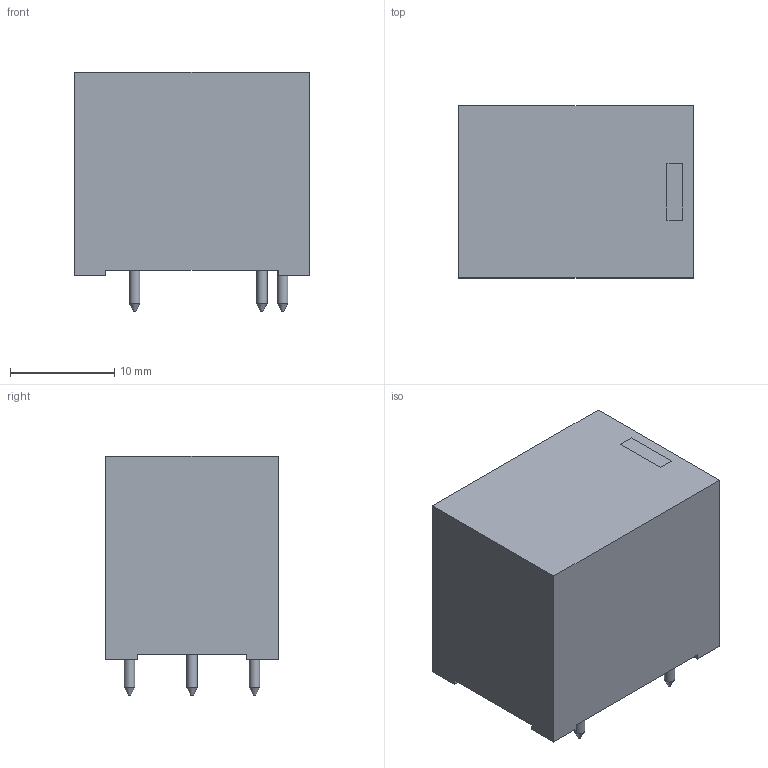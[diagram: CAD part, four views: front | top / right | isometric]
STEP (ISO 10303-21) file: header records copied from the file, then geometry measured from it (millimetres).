
FILE_DESCRIPTION( ( '' ), ' ' );
FILE_NAME( '5b578df09de2870e4f9e75f6.step', '2018-07-24T20:37:04', ( '' ), ( '' ), ' ', ' ', ' ' );
FILE_SCHEMA( ( 'AUTOMOTIVE_DESIGN { 1 0 10303 214 1 1 1 1 }' ) );
Length unit declared in the file: metre
Products named in the file (7): Open CASCADE STEP translator 6.8 3; Open CASCADE STEP translator 6.8 2; Open CASCADE STEP translator 6.8 1
Bounding box: 22.5 x 16.5 x 23 mm (x, y, z)
Volume: 7077.6 mm3; surface area: 2327.7 mm2
Topology: 7 solids, 7 shells, 52 faces, 109 edges, 71 vertices
Faces by surface type: plane 42, cylinder 5, cone 5
Full cylindrical faces by diameter (mm): 1 x5
Entity records: 2305 total; most frequent: DIRECTION 232, CARTESIAN_POINT 229, ORIENTED_EDGE 198, STYLED_ITEM 151, PRESENTATION_STYLE_ASSIGNMENT 151, COLOUR_RGB 151, EDGE_CURVE 99, CURVE_STYLE 99
